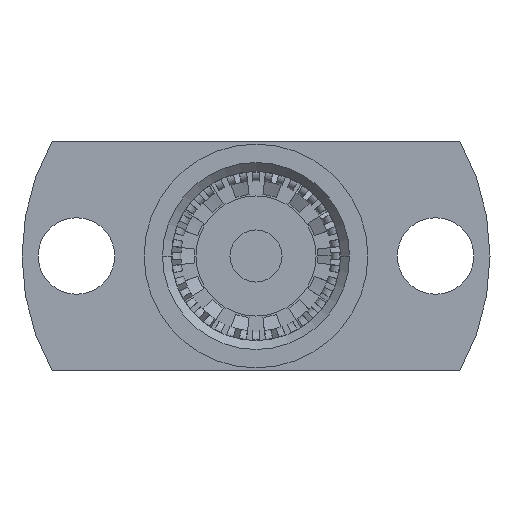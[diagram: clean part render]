
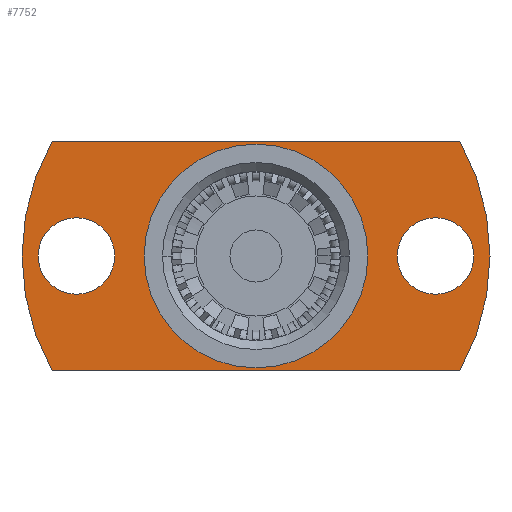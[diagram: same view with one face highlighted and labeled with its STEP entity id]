
A CAD part, left-side view. The second image highlights one B-rep face of the part: STEP entity #7752.
In plain terms, the highlighted planar face has unit normal (-1, 0, 0).
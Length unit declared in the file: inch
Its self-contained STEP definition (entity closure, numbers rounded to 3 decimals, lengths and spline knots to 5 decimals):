
#166 = FACE_BOUND ( 'NONE', #6319, .T. ) ;
#340 = CARTESIAN_POINT ( 'NONE',  ( 0.30906, 0.24016, 0.05118 ) ) ;
#443 = ORIENTED_EDGE ( 'NONE', *, *, #9858, .F. ) ;
#789 = VECTOR ( 'NONE', #10742, 39.37008 ) ;
#814 = AXIS2_PLACEMENT_3D ( 'NONE', #5186, #13713, #4141 ) ;
#1000 = DIRECTION ( 'NONE',  ( 0., -0.871, 0.491 ) ) ;
#1005 = ORIENTED_EDGE ( 'NONE', *, *, #10860, .F. ) ;
#1098 = VERTEX_POINT ( 'NONE', #10707 ) ;
#1414 = DIRECTION ( 'NONE',  ( 1., 0., 0. ) ) ;
#1419 = VERTEX_POINT ( 'NONE', #5056 ) ;
#1445 = DIRECTION ( 'NONE',  ( 0., -1., 0. ) ) ;
#1506 = CIRCLE ( 'NONE', #10204, 0.05118 ) ;
#1507 = CARTESIAN_POINT ( 'NONE',  ( 0.30906, 0.24016, -0.05118 ) ) ;
#1535 = EDGE_CURVE ( 'NONE', #1419, #8427, #9178, .T. ) ;
#1852 = AXIS2_PLACEMENT_3D ( 'NONE', #8802, #13344, #9006 ) ;
#2017 = ORIENTED_EDGE ( 'NONE', *, *, #8278, .F. ) ;
#2384 = DIRECTION ( 'NONE',  ( 0., 1., 0. ) ) ;
#2456 = VERTEX_POINT ( 'NONE', #7624 ) ;
#2492 = LINE ( 'NONE', #11015, #3454 ) ;
#2567 = CARTESIAN_POINT ( 'NONE',  ( 0.30906, 0., 0. ) ) ;
#2574 = EDGE_CURVE ( 'NONE', #7538, #8723, #1506, .T. ) ;
#2579 = CARTESIAN_POINT ( 'NONE',  ( 0.30906, 0., 0. ) ) ;
#3161 = AXIS2_PLACEMENT_3D ( 'NONE', #7418, #13709, #1000 ) ;
#3454 = VECTOR ( 'NONE', #1445, 39.37008 ) ;
#3517 = ORIENTED_EDGE ( 'NONE', *, *, #11402, .F. ) ;
#3646 = CARTESIAN_POINT ( 'NONE',  ( 0.30906, 0.24016, 0. ) ) ;
#3930 = DIRECTION ( 'NONE',  ( 1., 0., 0. ) ) ;
#4073 = EDGE_CURVE ( 'NONE', #4474, #2456, #12337, .T. ) ;
#4141 = DIRECTION ( 'NONE',  ( 0., 0., 1. ) ) ;
#4277 = PLANE ( 'NONE',  #9197 ) ;
#4474 = VERTEX_POINT ( 'NONE', #13621 ) ;
#4492 = FACE_BOUND ( 'NONE', #11518, .T. ) ;
#4597 = AXIS2_PLACEMENT_3D ( 'NONE', #2567, #7861, #4598 ) ;
#4598 = DIRECTION ( 'NONE',  ( 0., 0.871, -0.491 ) ) ;
#5056 = CARTESIAN_POINT ( 'NONE',  ( 0.30906, -0.27274, 0.15354 ) ) ;
#5186 = CARTESIAN_POINT ( 'NONE',  ( 0.30906, -0.24016, 0. ) ) ;
#5859 = EDGE_CURVE ( 'NONE', #2456, #4474, #12156, .T. ) ;
#5870 = CIRCLE ( 'NONE', #1852, 0.05118 ) ;
#5986 = ORIENTED_EDGE ( 'NONE', *, *, #5859, .T. ) ;
#6037 = CARTESIAN_POINT ( 'NONE',  ( 0.30906, -0.24016, 0.05118 ) ) ;
#6075 = VERTEX_POINT ( 'NONE', #8369 ) ;
#6164 = ORIENTED_EDGE ( 'NONE', *, *, #2574, .F. ) ;
#6319 = EDGE_LOOP ( 'NONE', ( #6164, #2017 ) ) ;
#6501 = DIRECTION ( 'NONE',  ( 0., 0., 1. ) ) ;
#6576 = CARTESIAN_POINT ( 'NONE',  ( 0.30906, -0.24016, 0. ) ) ;
#6840 = CIRCLE ( 'NONE', #814, 0.05118 ) ;
#6870 = DIRECTION ( 'NONE',  ( 0., 0., 1. ) ) ;
#7234 = ORIENTED_EDGE ( 'NONE', *, *, #10147, .F. ) ;
#7341 = CARTESIAN_POINT ( 'NONE',  ( 0.30906, -0.27274, -0.15354 ) ) ;
#7418 = CARTESIAN_POINT ( 'NONE',  ( 0.30906, 0., 0. ) ) ;
#7495 = VERTEX_POINT ( 'NONE', #6037 ) ;
#7538 = VERTEX_POINT ( 'NONE', #1507 ) ;
#7624 = CARTESIAN_POINT ( 'NONE',  ( 0.30906, -0.14961, 0. ) ) ;
#7752 = ADVANCED_FACE ( 'NONE', ( #8541, #166, #4492, #10981 ), #4277, .F. ) ;
#7810 = DIRECTION ( 'NONE',  ( 0., 1., 0. ) ) ;
#7861 = DIRECTION ( 'NONE',  ( 1., 0., 0. ) ) ;
#7867 = AXIS2_PLACEMENT_3D ( 'NONE', #6576, #12927, #6501 ) ;
#8259 = EDGE_CURVE ( 'NONE', #7495, #6075, #11669, .T. ) ;
#8278 = EDGE_CURVE ( 'NONE', #8723, #7538, #5870, .T. ) ;
#8369 = CARTESIAN_POINT ( 'NONE',  ( 0.30906, -0.24016, -0.05118 ) ) ;
#8427 = VERTEX_POINT ( 'NONE', #7341 ) ;
#8541 = FACE_BOUND ( 'NONE', #12262, .T. ) ;
#8584 = CARTESIAN_POINT ( 'NONE',  ( 0.30906, -0.27274, -0.15354 ) ) ;
#8723 = VERTEX_POINT ( 'NONE', #340 ) ;
#8741 = DIRECTION ( 'NONE',  ( 0., 1., 0. ) ) ;
#8802 = CARTESIAN_POINT ( 'NONE',  ( 0.30906, 0.24016, 0. ) ) ;
#8869 = ORIENTED_EDGE ( 'NONE', *, *, #8259, .F. ) ;
#9006 = DIRECTION ( 'NONE',  ( 0., 0., 1. ) ) ;
#9178 = CIRCLE ( 'NONE', #3161, 0.31299 ) ;
#9197 = AXIS2_PLACEMENT_3D ( 'NONE', #12881, #1414, #8741 ) ;
#9514 = CARTESIAN_POINT ( 'NONE',  ( 0.30906, 0., 0. ) ) ;
#9704 = CIRCLE ( 'NONE', #4597, 0.31299 ) ;
#9858 = EDGE_CURVE ( 'NONE', #8427, #13077, #11725, .T. ) ;
#10004 = DIRECTION ( 'NONE',  ( -1., 0., 0. ) ) ;
#10147 = EDGE_CURVE ( 'NONE', #1098, #1419, #2492, .T. ) ;
#10204 = AXIS2_PLACEMENT_3D ( 'NONE', #3646, #10004, #6870 ) ;
#10459 = ORIENTED_EDGE ( 'NONE', *, *, #1535, .F. ) ;
#10707 = CARTESIAN_POINT ( 'NONE',  ( 0.30906, 0.27274, 0.15354 ) ) ;
#10742 = DIRECTION ( 'NONE',  ( 0., 1., 0. ) ) ;
#10860 = EDGE_CURVE ( 'NONE', #6075, #7495, #6840, .T. ) ;
#10981 = FACE_OUTER_BOUND ( 'NONE', #13710, .T. ) ;
#11015 = CARTESIAN_POINT ( 'NONE',  ( 0.30906, 0.27274, 0.15354 ) ) ;
#11076 = CARTESIAN_POINT ( 'NONE',  ( 0.30906, 0.27274, -0.15354 ) ) ;
#11105 = DIRECTION ( 'NONE',  ( 1., 0., 0. ) ) ;
#11402 = EDGE_CURVE ( 'NONE', #13077, #1098, #9704, .T. ) ;
#11518 = EDGE_LOOP ( 'NONE', ( #1005, #8869 ) ) ;
#11669 = CIRCLE ( 'NONE', #7867, 0.05118 ) ;
#11725 = LINE ( 'NONE', #8584, #789 ) ;
#11931 = AXIS2_PLACEMENT_3D ( 'NONE', #2579, #11105, #7810 ) ;
#12156 = CIRCLE ( 'NONE', #11931, 0.14961 ) ;
#12262 = EDGE_LOOP ( 'NONE', ( #5986, #13605 ) ) ;
#12337 = CIRCLE ( 'NONE', #13679, 0.14961 ) ;
#12881 = CARTESIAN_POINT ( 'NONE',  ( 0.30906, 0., 0. ) ) ;
#12927 = DIRECTION ( 'NONE',  ( -1., 0., 0. ) ) ;
#13077 = VERTEX_POINT ( 'NONE', #11076 ) ;
#13344 = DIRECTION ( 'NONE',  ( -1., 0., 0. ) ) ;
#13605 = ORIENTED_EDGE ( 'NONE', *, *, #4073, .T. ) ;
#13621 = CARTESIAN_POINT ( 'NONE',  ( 0.30906, 0.14961, 0. ) ) ;
#13679 = AXIS2_PLACEMENT_3D ( 'NONE', #9514, #3930, #2384 ) ;
#13709 = DIRECTION ( 'NONE',  ( 1., 0., 0. ) ) ;
#13710 = EDGE_LOOP ( 'NONE', ( #3517, #443, #10459, #7234 ) ) ;
#13713 = DIRECTION ( 'NONE',  ( -1., 0., 0. ) ) ;
